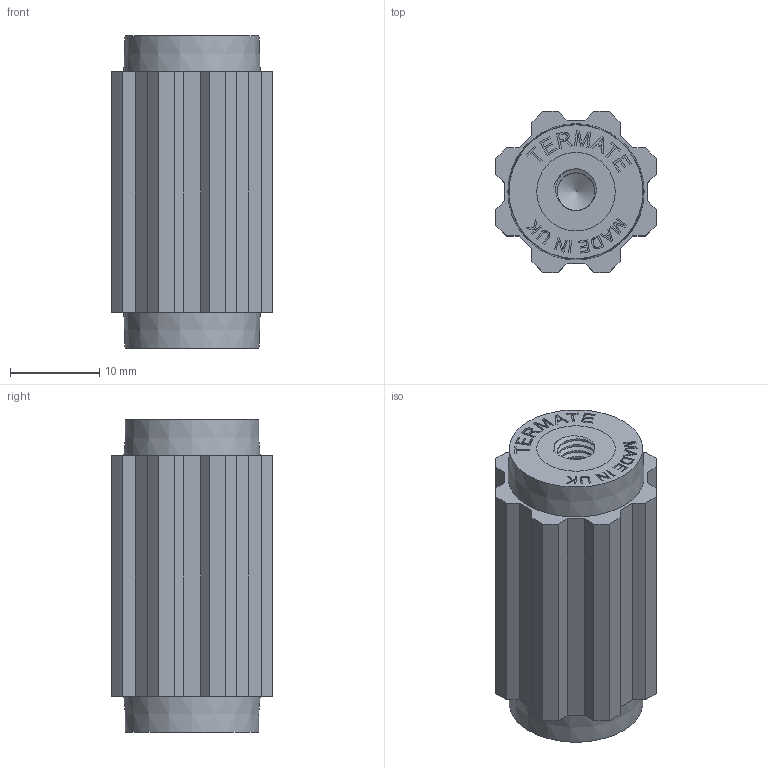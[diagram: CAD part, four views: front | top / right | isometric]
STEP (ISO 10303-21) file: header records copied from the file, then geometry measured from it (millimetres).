
FILE_DESCRIPTION(/* description */ (''),/* implementation_level */ '2;1');
FILE_NAME(/* name */ 'AM1-035-05 v3.step',/* time_stamp */ '2023-06-14T11:54:12+01:00',/* author */ (''),/* organization */ (''),/* preprocessor_version */ 'ST-DEVELOPER v19.2',/* originating_system */ 'Autodesk Translation Framework v12.6.0.85',/* authorisation */ '');
FILE_SCHEMA (('AUTOMOTIVE_DESIGN { 1 0 10303 214 3 1 1 }'));
Length unit declared in the file: millimetre
Products named in the file (2): AM1-035-05; Component14
Assembly tree (1 placements, depth 2):
  AM1-035-05
    Component14
Bounding box: 18 x 18 x 35 mm (x, y, z)
Surface area: 6325.4 mm2
Topology: 2 solids, 4 shells, 580 faces, 1580 edges, 1052 vertices
Faces by surface type: plane 432, bspline 106, cylinder 36, cone 6
Full cylindrical faces by diameter (mm): 4.234 x6, 5.12 x6, 7 x2, 8.8 x4
Entity records: 20283 total; most frequent: CARTESIAN_POINT 6353, ORIENTED_EDGE 3156, DIRECTION 2296, EDGE_CURVE 1578, LINE 1274, VECTOR 1274, VERTEX_POINT 1052, EDGE_LOOP 630
